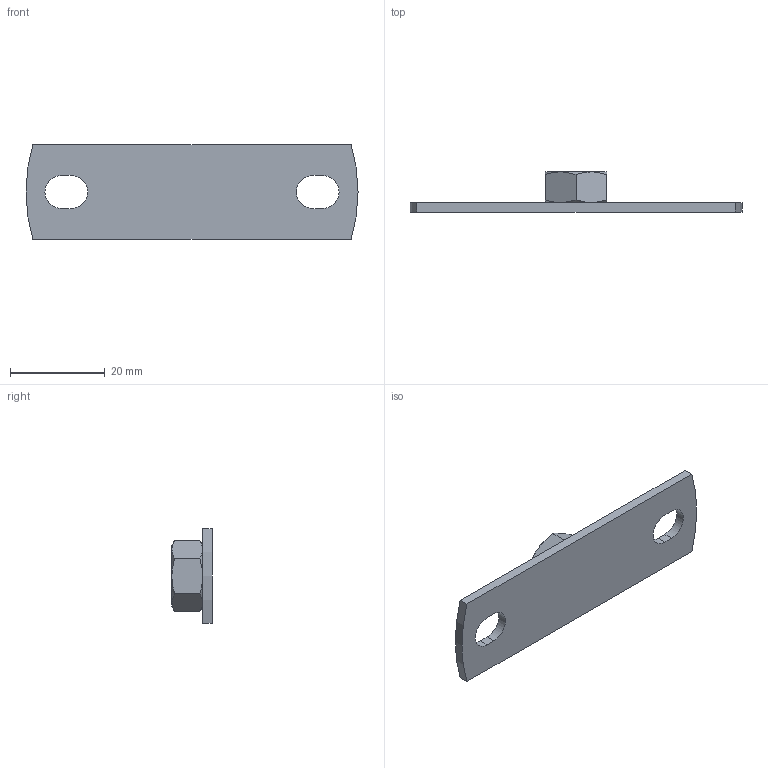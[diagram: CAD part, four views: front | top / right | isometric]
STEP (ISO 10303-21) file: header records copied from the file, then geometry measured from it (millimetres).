
FILE_DESCRIPTION(/* description */ ('Unknown','CAx-IF Rec.Pracs.---Representation and Presentation of Product Manufacturing Information (PMI)---4.0---2014-10-13','CAx-IF Rec.Pracs.---3D Tessellated Geometry---0.4---2014-09-14','2;1'),/* implementation_level */ '2;1');
FILE_NAME(/* name */ '22888-1',/* time_stamp */ '2024-03-28T10:40:29+01:00',/* author */ ('Unknown'),/* organization */ ('Unknown'),/* preprocessor_version */ 'ST-DEVELOPER v19.4',/* originating_system */ 'Solid Edge',/* authorisation */ 'Unknown');
FILE_SCHEMA (('AP242_MANAGED_MODEL_BASED_3D_ENGINEERING_MIM_LF { 1 0 10303 442 1 1 4 }'));
Length unit declared in the file: millimetre
Products named in the file (3): 22888-1; Grundplatte f黵 Type HSG; Mutter M8 f黵 Type HSG
Assembly tree (2 placements, depth 2):
  22888-1
    Grundplatte f黵 Type HSG
    Mutter M8 f黵 Type HSG
Bounding box: 70 x 8.5 x 20 mm (x, y, z)
Volume: 3257.4 mm3; surface area: 3624.9 mm2
Topology: 2 solids, 2 shells, 27 faces, 65 edges, 42 vertices
Faces by surface type: plane 16, cylinder 7, cone 4
Full cylindrical faces by diameter (mm): 6.647 x1
Entity records: 960 total; most frequent: CARTESIAN_POINT 182, DIRECTION 130, ORIENTED_EDGE 120, EDGE_CURVE 60, AXIS2_PLACEMENT_3D 50, VERTEX_POINT 42, EDGE_LOOP 38, FACE_BOUND 38
